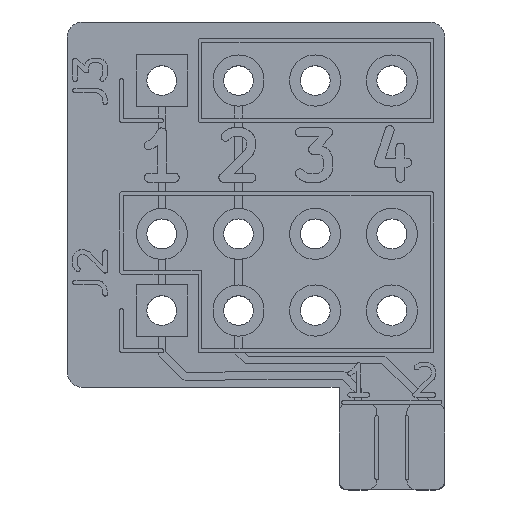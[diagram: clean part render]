
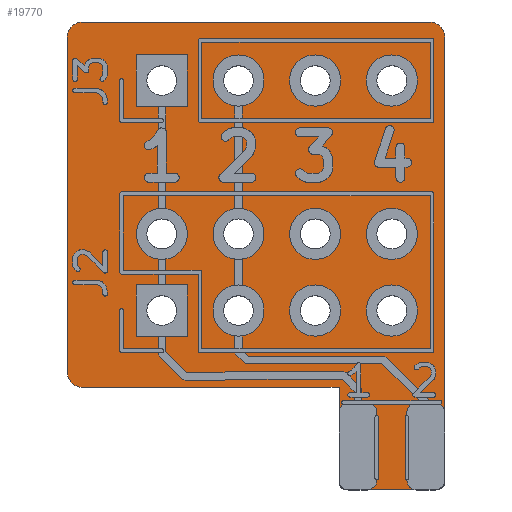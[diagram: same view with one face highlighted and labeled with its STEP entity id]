
A CAD part, top view. The second image highlights one B-rep face of the part: STEP entity #19770.
In plain terms, the highlighted planar face has unit normal (0, 0, 1).
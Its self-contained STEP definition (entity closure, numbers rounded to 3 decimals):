
#295=FACE_BOUND('',#510,.T.);
#296=FACE_BOUND('',#511,.T.);
#297=FACE_BOUND('',#512,.T.);
#298=FACE_BOUND('',#513,.T.);
#299=FACE_BOUND('',#514,.T.);
#300=FACE_BOUND('',#515,.T.);
#301=FACE_BOUND('',#516,.T.);
#302=FACE_BOUND('',#517,.T.);
#303=FACE_BOUND('',#518,.T.);
#304=FACE_BOUND('',#519,.T.);
#305=FACE_BOUND('',#520,.T.);
#306=FACE_BOUND('',#521,.T.);
#346=CIRCLE('',#19909,0.5);
#348=CIRCLE('',#19912,0.5);
#350=CIRCLE('',#19917,0.5);
#352=CIRCLE('',#19922,0.25);
#354=CIRCLE('',#19927,0.25);
#356=CIRCLE('',#19930,0.5);
#358=CIRCLE('',#19933,0.5);
#360=CIRCLE('',#19936,0.5);
#362=CIRCLE('',#19939,0.5);
#364=CIRCLE('',#19942,0.5);
#366=CIRCLE('',#19945,0.5);
#368=CIRCLE('',#19948,0.5);
#370=CIRCLE('',#19951,0.5);
#372=CIRCLE('',#19954,0.5);
#374=CIRCLE('',#19957,0.5);
#376=CIRCLE('',#19960,0.5);
#378=CIRCLE('',#19963,0.5);
#420=FACE_OUTER_BOUND('',#509,.T.);
#509=EDGE_LOOP('',(#15884,#15885,#15886,#15887,#15888,#15889,#15890,#15891,
#15892,#15893,#15894,#15895));
#510=EDGE_LOOP('',(#15896));
#511=EDGE_LOOP('',(#15897));
#512=EDGE_LOOP('',(#15898));
#513=EDGE_LOOP('',(#15899));
#514=EDGE_LOOP('',(#15900));
#515=EDGE_LOOP('',(#15901));
#516=EDGE_LOOP('',(#15902));
#517=EDGE_LOOP('',(#15903));
#518=EDGE_LOOP('',(#15904));
#519=EDGE_LOOP('',(#15905));
#520=EDGE_LOOP('',(#15906));
#521=EDGE_LOOP('',(#15907));
#625=LINE('',#24105,#4405);
#631=LINE('',#24125,#4411);
#633=LINE('',#24129,#4413);
#637=LINE('',#24141,#4417);
#641=LINE('',#24149,#4421);
#646=LINE('',#24162,#4426);
#649=LINE('',#24168,#4429);
#4405=VECTOR('',#20050,1.);
#4411=VECTOR('',#20070,1.);
#4413=VECTOR('',#20074,1.);
#4417=VECTOR('',#20086,1.);
#4421=VECTOR('',#20092,1.);
#4426=VECTOR('',#20105,1.);
#4429=VECTOR('',#20110,1.);
#8184=VERTEX_POINT('',#24101);
#8186=VERTEX_POINT('',#24104);
#8189=VERTEX_POINT('',#24112);
#8190=VERTEX_POINT('',#24116);
#8192=VERTEX_POINT('',#24122);
#8194=VERTEX_POINT('',#24128);
#8197=VERTEX_POINT('',#24136);
#8198=VERTEX_POINT('',#24140);
#8200=VERTEX_POINT('',#24146);
#8202=VERTEX_POINT('',#24152);
#8205=VERTEX_POINT('',#24160);
#8206=VERTEX_POINT('',#24164);
#8209=VERTEX_POINT('',#24175);
#8211=VERTEX_POINT('',#24181);
#8213=VERTEX_POINT('',#24187);
#8215=VERTEX_POINT('',#24193);
#8217=VERTEX_POINT('',#24199);
#8219=VERTEX_POINT('',#24205);
#8221=VERTEX_POINT('',#24211);
#8223=VERTEX_POINT('',#24217);
#8225=VERTEX_POINT('',#24223);
#8227=VERTEX_POINT('',#24229);
#8229=VERTEX_POINT('',#24235);
#8231=VERTEX_POINT('',#24241);
#11975=EDGE_CURVE('',#8184,#8186,#625,.T.);
#11980=EDGE_CURVE('',#8184,#8189,#346,.T.);
#11983=EDGE_CURVE('',#8190,#8186,#348,.T.);
#11985=EDGE_CURVE('',#8192,#8189,#631,.T.);
#11987=EDGE_CURVE('',#8190,#8194,#633,.T.);
#11992=EDGE_CURVE('',#8192,#8197,#350,.T.);
#11993=EDGE_CURVE('',#8194,#8198,#637,.T.);
#11997=EDGE_CURVE('',#8200,#8197,#641,.T.);
#12001=EDGE_CURVE('',#8202,#8198,#352,.T.);
#12004=EDGE_CURVE('',#8200,#8205,#646,.T.);
#12007=EDGE_CURVE('',#8206,#8202,#649,.T.);
#12009=EDGE_CURVE('',#8205,#8206,#354,.T.);
#12012=EDGE_CURVE('',#8209,#8209,#356,.T.);
#12015=EDGE_CURVE('',#8211,#8211,#358,.T.);
#12018=EDGE_CURVE('',#8213,#8213,#360,.T.);
#12021=EDGE_CURVE('',#8215,#8215,#362,.T.);
#12024=EDGE_CURVE('',#8217,#8217,#364,.T.);
#12027=EDGE_CURVE('',#8219,#8219,#366,.T.);
#12030=EDGE_CURVE('',#8221,#8221,#368,.T.);
#12033=EDGE_CURVE('',#8223,#8223,#370,.T.);
#12036=EDGE_CURVE('',#8225,#8225,#372,.T.);
#12039=EDGE_CURVE('',#8227,#8227,#374,.T.);
#12042=EDGE_CURVE('',#8229,#8229,#376,.T.);
#12045=EDGE_CURVE('',#8231,#8231,#378,.T.);
#15884=ORIENTED_EDGE('',*,*,#11975,.F.);
#15885=ORIENTED_EDGE('',*,*,#11980,.T.);
#15886=ORIENTED_EDGE('',*,*,#11985,.F.);
#15887=ORIENTED_EDGE('',*,*,#11992,.T.);
#15888=ORIENTED_EDGE('',*,*,#11997,.F.);
#15889=ORIENTED_EDGE('',*,*,#12004,.T.);
#15890=ORIENTED_EDGE('',*,*,#12009,.T.);
#15891=ORIENTED_EDGE('',*,*,#12007,.T.);
#15892=ORIENTED_EDGE('',*,*,#12001,.T.);
#15893=ORIENTED_EDGE('',*,*,#11993,.F.);
#15894=ORIENTED_EDGE('',*,*,#11987,.F.);
#15895=ORIENTED_EDGE('',*,*,#11983,.T.);
#15896=ORIENTED_EDGE('',*,*,#12012,.F.);
#15897=ORIENTED_EDGE('',*,*,#12015,.F.);
#15898=ORIENTED_EDGE('',*,*,#12018,.F.);
#15899=ORIENTED_EDGE('',*,*,#12021,.F.);
#15900=ORIENTED_EDGE('',*,*,#12024,.F.);
#15901=ORIENTED_EDGE('',*,*,#12027,.F.);
#15902=ORIENTED_EDGE('',*,*,#12030,.F.);
#15903=ORIENTED_EDGE('',*,*,#12033,.F.);
#15904=ORIENTED_EDGE('',*,*,#12036,.F.);
#15905=ORIENTED_EDGE('',*,*,#12039,.F.);
#15906=ORIENTED_EDGE('',*,*,#12042,.F.);
#15907=ORIENTED_EDGE('',*,*,#12045,.F.);
#19681=PLANE('',#19964);
#19770=ADVANCED_FACE('',(#420,#295,#296,#297,#298,#299,#300,#301,#302,#303,
#304,#305,#306),#19681,.F.);
#19909=AXIS2_PLACEMENT_3D('',#24114,#20058,#20059);
#19912=AXIS2_PLACEMENT_3D('',#24120,#20065,#20066);
#19917=AXIS2_PLACEMENT_3D('',#24138,#20082,#20083);
#19922=AXIS2_PLACEMENT_3D('',#24156,#20099,#20100);
#19927=AXIS2_PLACEMENT_3D('',#24171,#20115,#20116);
#19930=AXIS2_PLACEMENT_3D('',#24177,#20122,#20123);
#19933=AXIS2_PLACEMENT_3D('',#24183,#20129,#20130);
#19936=AXIS2_PLACEMENT_3D('',#24189,#20136,#20137);
#19939=AXIS2_PLACEMENT_3D('',#24195,#20143,#20144);
#19942=AXIS2_PLACEMENT_3D('',#24201,#20150,#20151);
#19945=AXIS2_PLACEMENT_3D('',#24207,#20157,#20158);
#19948=AXIS2_PLACEMENT_3D('',#24213,#20164,#20165);
#19951=AXIS2_PLACEMENT_3D('',#24219,#20171,#20172);
#19954=AXIS2_PLACEMENT_3D('',#24225,#20178,#20179);
#19957=AXIS2_PLACEMENT_3D('',#24231,#20185,#20186);
#19960=AXIS2_PLACEMENT_3D('',#24237,#20192,#20193);
#19963=AXIS2_PLACEMENT_3D('',#24243,#20199,#20200);
#19964=AXIS2_PLACEMENT_3D('',#24244,#20201,#20202);
#20050=DIRECTION('',(1.,0.,0.));
#20058=DIRECTION('center_axis',(0.,0.,1.));
#20059=DIRECTION('ref_axis',(1.,0.,0.));
#20065=DIRECTION('center_axis',(0.,0.,1.));
#20066=DIRECTION('ref_axis',(1.,0.,0.));
#20070=DIRECTION('',(0.,1.,0.));
#20074=DIRECTION('',(0.,-1.,0.));
#20082=DIRECTION('center_axis',(0.,0.,1.));
#20083=DIRECTION('ref_axis',(1.,0.,0.));
#20086=DIRECTION('',(0.,-1.,0.));
#20092=DIRECTION('',(-1.,0.,0.));
#20099=DIRECTION('center_axis',(0.,0.,1.));
#20100=DIRECTION('ref_axis',(1.,0.,0.));
#20105=DIRECTION('',(0.,-1.,0.));
#20110=DIRECTION('',(1.,0.,0.));
#20115=DIRECTION('center_axis',(0.,0.,1.));
#20116=DIRECTION('ref_axis',(1.,0.,0.));
#20122=DIRECTION('center_axis',(0.,0.,1.));
#20123=DIRECTION('ref_axis',(1.,0.,0.));
#20129=DIRECTION('center_axis',(0.,0.,1.));
#20130=DIRECTION('ref_axis',(1.,0.,0.));
#20136=DIRECTION('center_axis',(0.,0.,1.));
#20137=DIRECTION('ref_axis',(1.,0.,0.));
#20143=DIRECTION('center_axis',(0.,0.,1.));
#20144=DIRECTION('ref_axis',(1.,0.,0.));
#20150=DIRECTION('center_axis',(0.,0.,1.));
#20151=DIRECTION('ref_axis',(1.,0.,0.));
#20157=DIRECTION('center_axis',(0.,0.,1.));
#20158=DIRECTION('ref_axis',(1.,0.,0.));
#20164=DIRECTION('center_axis',(0.,0.,1.));
#20165=DIRECTION('ref_axis',(1.,0.,0.));
#20171=DIRECTION('center_axis',(0.,0.,1.));
#20172=DIRECTION('ref_axis',(1.,0.,0.));
#20178=DIRECTION('center_axis',(0.,0.,1.));
#20179=DIRECTION('ref_axis',(1.,0.,0.));
#20185=DIRECTION('center_axis',(0.,0.,1.));
#20186=DIRECTION('ref_axis',(1.,0.,0.));
#20192=DIRECTION('center_axis',(0.,0.,1.));
#20193=DIRECTION('ref_axis',(1.,0.,0.));
#20199=DIRECTION('center_axis',(0.,0.,1.));
#20200=DIRECTION('ref_axis',(1.,0.,0.));
#20201=DIRECTION('center_axis',(0.,0.,-1.));
#20202=DIRECTION('ref_axis',(-1.,0.,0.));
#24101=CARTESIAN_POINT('',(-10.25,12.1,0.));
#24104=CARTESIAN_POINT('',(1.25,12.1,0.));
#24105=CARTESIAN_POINT('',(-10.25,12.1,0.));
#24112=CARTESIAN_POINT('',(-10.75,11.6,0.));
#24114=CARTESIAN_POINT('Origin',(-10.25,11.6,0.));
#24116=CARTESIAN_POINT('',(1.75,11.6,0.));
#24120=CARTESIAN_POINT('Origin',(1.25,11.6,0.));
#24122=CARTESIAN_POINT('',(-10.75,0.5,0.));
#24125=CARTESIAN_POINT('',(-10.75,0.5,0.));
#24128=CARTESIAN_POINT('',(1.75,0.,0.));
#24129=CARTESIAN_POINT('',(1.75,11.6,0.));
#24136=CARTESIAN_POINT('',(-10.25,0.,0.));
#24138=CARTESIAN_POINT('Origin',(-10.25,0.5,0.));
#24140=CARTESIAN_POINT('',(1.75,-3.15,0.));
#24141=CARTESIAN_POINT('',(1.75,0.,0.));
#24146=CARTESIAN_POINT('',(-1.75,0.,0.));
#24149=CARTESIAN_POINT('',(-1.75,0.,0.));
#24152=CARTESIAN_POINT('',(1.5,-3.4,0.));
#24156=CARTESIAN_POINT('Origin',(1.5,-3.15,0.));
#24160=CARTESIAN_POINT('',(-1.75,-3.15,0.));
#24162=CARTESIAN_POINT('',(-1.75,0.,0.));
#24164=CARTESIAN_POINT('',(-1.5,-3.4,0.));
#24168=CARTESIAN_POINT('',(-1.5,-3.4,0.));
#24171=CARTESIAN_POINT('Origin',(-1.5,-3.15,0.));
#24175=CARTESIAN_POINT('',(-5.58,5.08,0.));
#24177=CARTESIAN_POINT('Origin',(-5.08,5.08,0.));
#24181=CARTESIAN_POINT('',(-8.12,5.08,0.));
#24183=CARTESIAN_POINT('Origin',(-7.62,5.08,0.));
#24187=CARTESIAN_POINT('',(-8.12,10.16,0.));
#24189=CARTESIAN_POINT('Origin',(-7.62,10.16,0.));
#24193=CARTESIAN_POINT('',(-5.58,10.16,0.));
#24195=CARTESIAN_POINT('Origin',(-5.08,10.16,0.));
#24199=CARTESIAN_POINT('',(-0.5,5.08,0.));
#24201=CARTESIAN_POINT('Origin',(0.,5.08,0.));
#24205=CARTESIAN_POINT('',(-3.04,5.08,0.));
#24207=CARTESIAN_POINT('Origin',(-2.54,5.08,0.));
#24211=CARTESIAN_POINT('',(-0.5,10.16,0.));
#24213=CARTESIAN_POINT('Origin',(0.,10.16,0.));
#24217=CARTESIAN_POINT('',(-3.04,10.16,0.));
#24219=CARTESIAN_POINT('Origin',(-2.54,10.16,0.));
#24223=CARTESIAN_POINT('',(-0.5,2.54,0.));
#24225=CARTESIAN_POINT('Origin',(0.,2.54,0.));
#24229=CARTESIAN_POINT('',(-3.04,2.54,0.));
#24231=CARTESIAN_POINT('Origin',(-2.54,2.54,0.));
#24235=CARTESIAN_POINT('',(-5.58,2.54,0.));
#24237=CARTESIAN_POINT('Origin',(-5.08,2.54,0.));
#24241=CARTESIAN_POINT('',(-8.12,2.54,0.));
#24243=CARTESIAN_POINT('Origin',(-7.62,2.54,0.));
#24244=CARTESIAN_POINT('Origin',(-3.937,4.891,0.));
